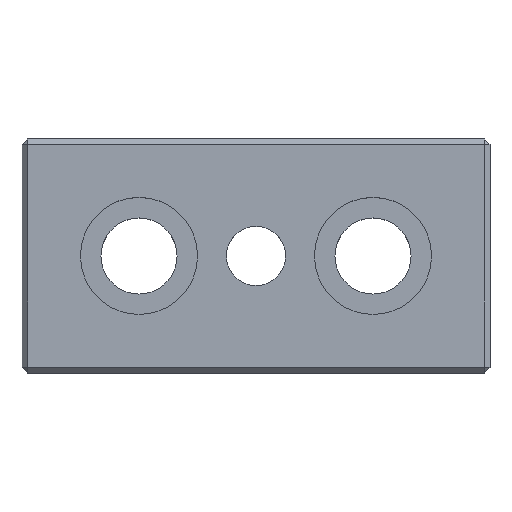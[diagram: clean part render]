
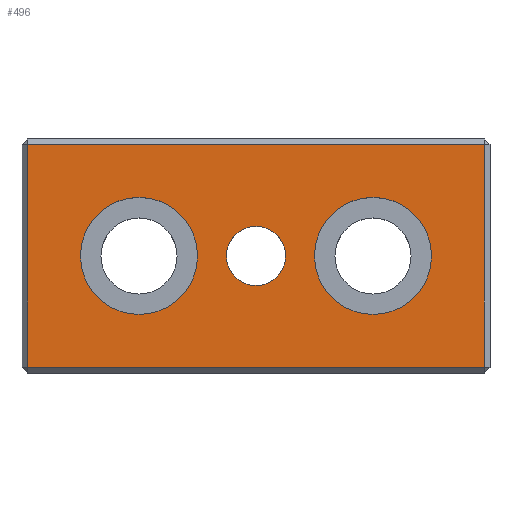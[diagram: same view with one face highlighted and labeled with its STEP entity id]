
A CAD part, top view. The second image highlights one B-rep face of the part: STEP entity #496.
In plain terms, the highlighted planar face has unit normal (0, 0, 1).
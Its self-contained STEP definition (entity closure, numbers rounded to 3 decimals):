
#44=LINE('',#776,#97);
#56=LINE('',#799,#109);
#58=LINE('',#802,#111);
#60=LINE('',#805,#113);
#97=VECTOR('',#632,10.);
#109=VECTOR('',#654,10.);
#111=VECTOR('',#658,10.);
#113=VECTOR('',#662,10.);
#130=FACE_BOUND('',#199,.T.);
#131=FACE_BOUND('',#200,.T.);
#132=FACE_BOUND('',#201,.T.);
#161=FACE_OUTER_BOUND('',#198,.T.);
#198=EDGE_LOOP('',(#416,#417,#418,#419));
#199=EDGE_LOOP('',(#420));
#200=EDGE_LOOP('',(#421));
#201=EDGE_LOOP('',(#422));
#210=CIRCLE('',#526,10.);
#214=CIRCLE('',#556,5.053);
#215=CIRCLE('',#557,10.);
#220=VERTEX_POINT('',#713);
#232=VERTEX_POINT('',#746);
#238=VERTEX_POINT('',#766);
#241=VERTEX_POINT('',#779);
#244=VERTEX_POINT('',#789);
#248=VERTEX_POINT('',#821);
#249=VERTEX_POINT('',#823);
#254=EDGE_CURVE('',#220,#220,#210,.T.);
#285=EDGE_CURVE('',#232,#238,#44,.T.);
#297=EDGE_CURVE('',#238,#244,#56,.T.);
#299=EDGE_CURVE('',#244,#241,#58,.T.);
#301=EDGE_CURVE('',#241,#232,#60,.T.);
#308=EDGE_CURVE('',#248,#248,#214,.T.);
#309=EDGE_CURVE('',#249,#249,#215,.T.);
#416=ORIENTED_EDGE('',*,*,#285,.F.);
#417=ORIENTED_EDGE('',*,*,#301,.F.);
#418=ORIENTED_EDGE('',*,*,#299,.F.);
#419=ORIENTED_EDGE('',*,*,#297,.F.);
#420=ORIENTED_EDGE('',*,*,#254,.T.);
#421=ORIENTED_EDGE('',*,*,#308,.T.);
#422=ORIENTED_EDGE('',*,*,#309,.T.);
#466=PLANE('',#555);
#496=ADVANCED_FACE('',(#161,#130,#131,#132),#466,.T.);
#526=AXIS2_PLACEMENT_3D('',#714,#575,#576);
#555=AXIS2_PLACEMENT_3D('',#820,#683,#684);
#556=AXIS2_PLACEMENT_3D('',#822,#685,#686);
#557=AXIS2_PLACEMENT_3D('',#824,#687,#688);
#575=DIRECTION('center_axis',(0.,0.,-1.));
#576=DIRECTION('ref_axis',(1.,0.,0.));
#632=DIRECTION('',(0.,-1.,0.));
#654=DIRECTION('',(-1.,0.,0.));
#658=DIRECTION('',(0.,1.,0.));
#662=DIRECTION('',(1.,0.,0.));
#683=DIRECTION('center_axis',(0.,0.,1.));
#684=DIRECTION('ref_axis',(1.,0.,0.));
#685=DIRECTION('center_axis',(0.,0.,-1.));
#686=DIRECTION('ref_axis',(1.,0.,0.));
#687=DIRECTION('center_axis',(0.,0.,-1.));
#688=DIRECTION('ref_axis',(1.,0.,0.));
#713=CARTESIAN_POINT('',(10.,0.,12.));
#714=CARTESIAN_POINT('Origin',(20.,0.,12.));
#746=CARTESIAN_POINT('',(39.,19.,12.));
#766=CARTESIAN_POINT('',(39.,-19.,12.));
#776=CARTESIAN_POINT('',(39.,10.,12.));
#779=CARTESIAN_POINT('',(-39.,19.,12.));
#789=CARTESIAN_POINT('',(-39.,-19.,12.));
#799=CARTESIAN_POINT('',(20.,-19.,12.));
#802=CARTESIAN_POINT('',(-39.,-10.,12.));
#805=CARTESIAN_POINT('',(-20.,19.,12.));
#820=CARTESIAN_POINT('Origin',(0.,0.,
12.));
#821=CARTESIAN_POINT('',(-5.053,0.,12.));
#822=CARTESIAN_POINT('Origin',(0.,0.,
12.));
#823=CARTESIAN_POINT('',(-30.,0.,12.));
#824=CARTESIAN_POINT('Origin',(-20.,0.,12.));
